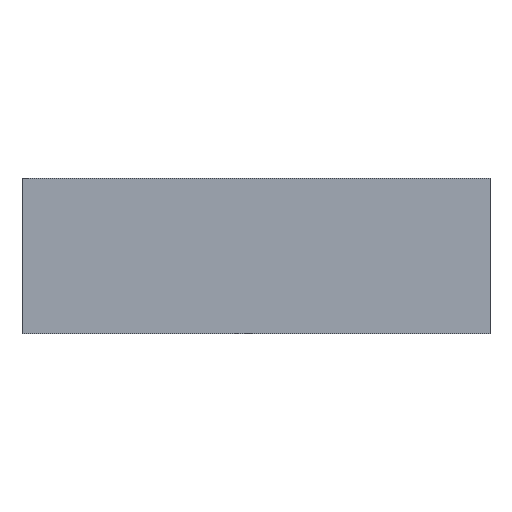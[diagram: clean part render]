
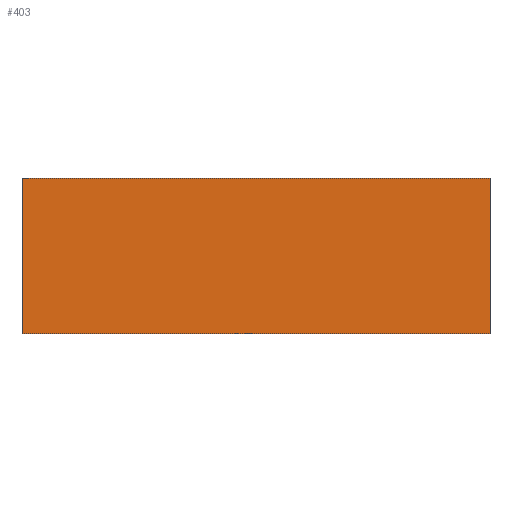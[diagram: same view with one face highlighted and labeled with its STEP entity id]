
A CAD part, front view. The second image highlights one B-rep face of the part: STEP entity #403.
In plain terms, the highlighted planar face has unit normal (0, -1, 0).
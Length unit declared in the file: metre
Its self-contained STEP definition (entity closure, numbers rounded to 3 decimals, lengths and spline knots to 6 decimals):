
#403 = ADVANCED_FACE( 'NONE', ( #1077 ), #1078, .F. );
#1077 = FACE_OUTER_BOUND( '', #2026, .T. );
#1078 = PLANE( '', #2027 );
#2026 = EDGE_LOOP( '', ( #3596, #3597, #3598, #3599 ) );
#2027 = AXIS2_PLACEMENT_3D( '', #3600, #3601, #3602 );
#3596 = ORIENTED_EDGE( '', *, *, #6271, .T. );
#3597 = ORIENTED_EDGE( '', *, *, #6272, .F. );
#3598 = ORIENTED_EDGE( '', *, *, #5884, .F. );
#3599 = ORIENTED_EDGE( '', *, *, #6273, .T. );
#3600 = CARTESIAN_POINT( '', ( 0.00003, -0.0005, 0.001 ) );
#3601 = DIRECTION( '', ( 0., 1., 0. ) );
#3602 = DIRECTION( '', ( 1., 0., 0. ) );
#5884 = EDGE_CURVE( 'NONE', #7019, #7021, #7022, .T. );
#6271 = EDGE_CURVE( 'NONE', #7714, #7715, #7716, .T. );
#6272 = EDGE_CURVE( 'NONE', #7021, #7715, #7717, .T. );
#6273 = EDGE_CURVE( 'NONE', #7019, #7714, #7718, .T. );
#7019 = VERTEX_POINT( 'NONE', #8673 );
#7021 = VERTEX_POINT( 'NONE', #8676 );
#7022 = LINE( '', #8677, #8678 );
#7714 = VERTEX_POINT( 'NONE', #9776 );
#7715 = VERTEX_POINT( 'NONE', #9777 );
#7716 = LINE( '', #9778, #9779 );
#7717 = LINE( '', #9780, #9781 );
#7718 = LINE( '', #9782, #9783 );
#8673 = CARTESIAN_POINT( '', ( -0.0015, -0.0005, 0.001 ) );
#8676 = CARTESIAN_POINT( '', ( 0.0015, -0.0005, 0.001 ) );
#8677 = CARTESIAN_POINT( '', ( 0.00003, -0.0005, 0.001 ) );
#8678 = VECTOR( '', #11196, 1. );
#9776 = CARTESIAN_POINT( '', ( -0.0015, -0.0005, 0. ) );
#9777 = CARTESIAN_POINT( '', ( 0.0015, -0.0005, 0. ) );
#9778 = CARTESIAN_POINT( '', ( 0.00003, -0.0005, 0. ) );
#9779 = VECTOR( '', #11739, 1. );
#9780 = CARTESIAN_POINT( '', ( 0.0015, -0.0005, 0.001 ) );
#9781 = VECTOR( '', #11740, 1. );
#9782 = CARTESIAN_POINT( '', ( -0.0015, -0.0005, 0.001 ) );
#9783 = VECTOR( '', #11741, 1. );
#11196 = DIRECTION( '', ( 1., 0., 0. ) );
#11739 = DIRECTION( '', ( 1., 0., 0. ) );
#11740 = DIRECTION( '', ( 0., 0., -1. ) );
#11741 = DIRECTION( '', ( 0., 0., -1. ) );
